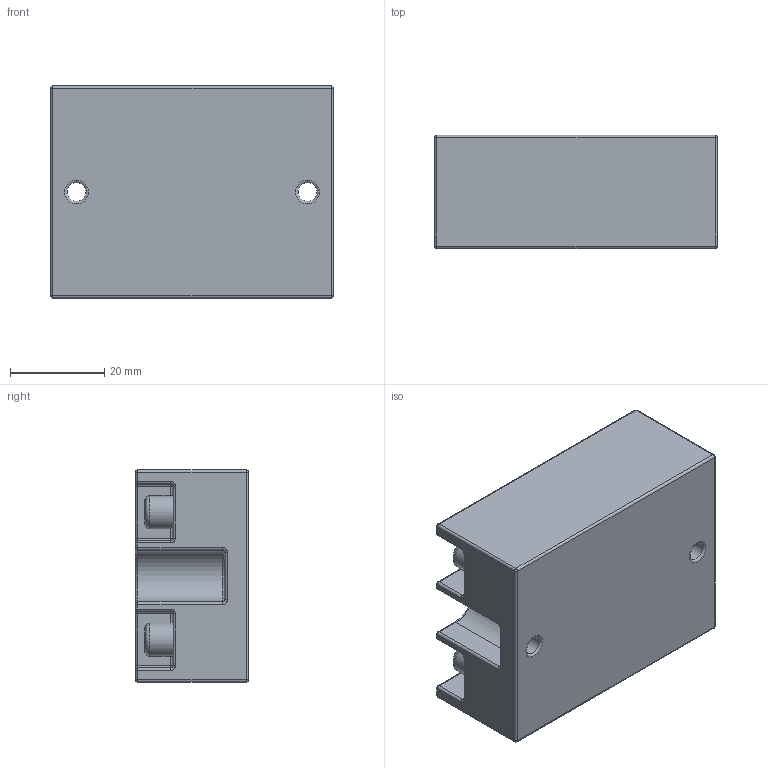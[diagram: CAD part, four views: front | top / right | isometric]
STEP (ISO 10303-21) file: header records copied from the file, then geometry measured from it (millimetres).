
FILE_DESCRIPTION(/* description */ (''),/* implementation_level */ '2;1');
FILE_NAME(/* name */ 'Fotek SSR-25 DA v1.step',/* time_stamp */ '2016-01-28T15:20:42+11:00',/* author */ (''),/* organization */ (''),/* preprocessor_version */ 'ST-DEVELOPER v16.2',/* originating_system */ 'Autodesk Translation Framework v4.3.0.3010',/* authorisation */ '');
FILE_SCHEMA (('AUTOMOTIVE_DESIGN { 1 0 10303 214 3 1 1 }'));
Length unit declared in the file: centimetre
Products named in the file (2): Fotek SSR-25 DA v1; Component1
Assembly tree (4 placements, depth 2):
  Fotek SSR-25 DA v1
    Component1  x4
Bounding box: 60 x 24 x 45 mm (x, y, z)
Volume: 54856.5 mm3; surface area: 12799.7 mm2
Topology: 5 solids, 5 shells, 237 faces, 526 edges, 304 vertices
Faces by surface type: plane 93, cylinder 84, torus 32, sphere 28
Full cylindrical faces by diameter (mm): 4 x2, 7 x4
Entity records: 4998 total; most frequent: DIRECTION 970, CARTESIAN_POINT 810, ORIENTED_EDGE 790, EDGE_CURVE 395, AXIS2_PLACEMENT_3D 383, VERTEX_POINT 223, LINE 204, VECTOR 204
